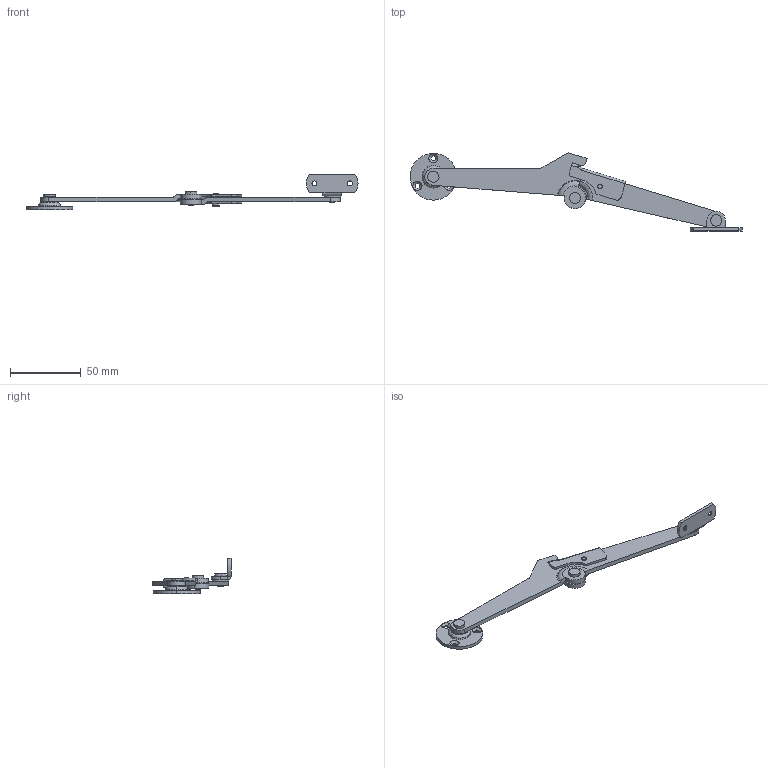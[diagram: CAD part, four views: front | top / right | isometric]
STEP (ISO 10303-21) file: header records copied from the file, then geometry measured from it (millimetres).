
FILE_DESCRIPTION (( 'STEP AP214' ), '1' );
FILE_NAME ('B-20-B-1-R.STEP', '2008-03-19T09:18:26', ( ' ' ), ( ' ' ), 'SwSTEP 2.0', 'SolidWorks 2007', '' );
FILE_SCHEMA (( 'AUTOMOTIVE_DESIGN' ));
Length unit declared in the file: millimetre
Products named in the file (10): B-20-B-1 A傾乕儉_-R梡傾乕儉; B-20-B-1 娵嵗_棉太倌; B-20-B-1 共通ピン_公開用; B-20-B-1 L嵗_棉太倌; B-20-B-1 L座ピン_公開用; B-20-B-1 ナイロンワッシャー_ﾃﾞﾌｫﾙﾄ; B-20-B-1 B傾乕儉_-R梡傾乕儉; B-20-B-1 スライダーカシメピン_ﾃﾞﾌｫﾙﾄ; B-20-B-1 ストッパー_ﾃﾞﾌｫﾙﾄ; B-20-B-1-R
Assembly tree (12 placements, depth 2):
  B-20-B-1-R
    B-20-B-1 ナイロンワッシャー_ﾃﾞﾌｫﾙﾄ  x3
    B-20-B-1 L座ピン_公開用
    B-20-B-1 共通ピン_公開用  x2
    B-20-B-1 娵嵗_棉太倌
    B-20-B-1 ストッパー_ﾃﾞﾌｫﾙﾄ
    B-20-B-1 スライダーカシメピン_ﾃﾞﾌｫﾙﾄ
    B-20-B-1 A傾乕儉_-R梡傾乕儉
    B-20-B-1 L嵗_棉太倌
    B-20-B-1 B傾乕儉_-R梡傾乕儉
Bounding box: 234.47 x 55.13 x 25.1 mm (x, y, z)
Volume: 17660.2 mm3; surface area: 16921.7 mm2
Topology: 12 solids, 12 shells, 205 faces, 483 edges, 312 vertices
Faces by surface type: cylinder 100, plane 75, cone 16, torus 14
Entity records: 5841 total; most frequent: DIRECTION 1045, CARTESIAN_POINT 990, ORIENTED_EDGE 882, EDGE_CURVE 441, AXIS2_PLACEMENT_3D 416, VERTEX_POINT 284, EDGE_LOOP 221, CIRCLE 218
